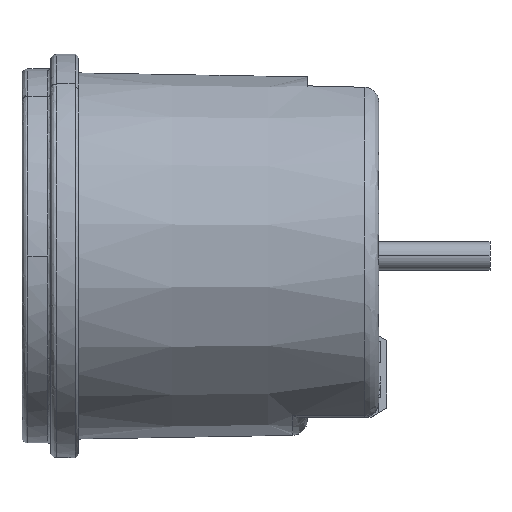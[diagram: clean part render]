
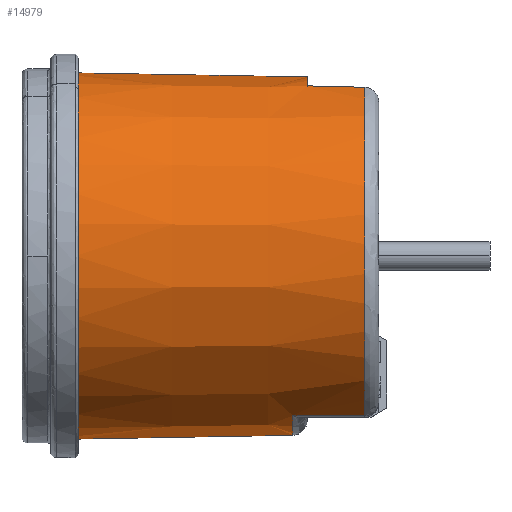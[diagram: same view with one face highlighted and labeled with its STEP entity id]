
A CAD part, left-side view. The second image highlights one B-rep face of the part: STEP entity #14979.
In plain terms, the highlighted conical face has half-angle 1 degrees and reference radius 25.627 mm.
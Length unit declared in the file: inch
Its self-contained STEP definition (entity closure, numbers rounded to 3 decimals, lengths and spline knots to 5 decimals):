
#388 = FACE_OUTER_BOUND ( 'NONE', #4882, .T. ) ;
#478 = CARTESIAN_POINT ( 'NONE',  ( -0.3131, -1.65298, 0.92985 ) ) ;
#559 = CARTESIAN_POINT ( 'NONE',  ( 0., -0.06, 0. ) ) ;
#1139 = CIRCLE ( 'NONE', #15320, 0.98803 ) ;
#1170 = VERTEX_POINT ( 'NONE', #2121 ) ;
#1636 = ORIENTED_EDGE ( 'NONE', *, *, #10796, .T. ) ;
#1905 = VERTEX_POINT ( 'NONE', #4388 ) ;
#2121 = CARTESIAN_POINT ( 'NONE',  ( -0.3076, -1.338, 0.93747 ) ) ;
#2189 = ORIENTED_EDGE ( 'NONE', *, *, #2874, .T. ) ;
#2874 = EDGE_CURVE ( 'NONE', #9747, #1170, #8982, .T. ) ;
#2947 = DIRECTION ( 'NONE',  ( 0., 0., 1. ) ) ;
#3896 = VECTOR ( 'NONE', #5061, 39.37008 ) ;
#3916 = EDGE_CURVE ( 'NONE', #18381, #15038, #11179, .T. ) ;
#4013 = LINE ( 'NONE', #11361, #11147 ) ;
#4178 = AXIS2_PLACEMENT_3D ( 'NONE', #16878, #13414, #2947 ) ;
#4388 = CARTESIAN_POINT ( 'NONE',  ( 0., -0.06, 1.00895 ) ) ;
#4541 = VERTEX_POINT ( 'NONE', #9459 ) ;
#4882 = EDGE_LOOP ( 'NONE', ( #5098, #13371, #21758, #16957, #2189, #1636, #7683, #8363 ) ) ;
#4978 = EDGE_CURVE ( 'NONE', #17840, #18381, #1139, .T. ) ;
#5061 = DIRECTION ( 'NONE',  ( 0., 1., 0.017 ) ) ;
#5098 = ORIENTED_EDGE ( 'NONE', *, *, #20637, .F. ) ;
#5922 = DIRECTION ( 'NONE',  ( 0., -1., 0. ) ) ;
#6145 = CIRCLE ( 'NONE', #13274, 0.98115 ) ;
#6160 = DIRECTION ( 'NONE',  ( 0., 0., 1. ) ) ;
#6833 = CIRCLE ( 'NONE', #13114, 1.00895 ) ;
#7478 = CARTESIAN_POINT ( 'NONE',  ( 0., -1.338, 0. ) ) ;
#7683 = ORIENTED_EDGE ( 'NONE', *, *, #12463, .T. ) ;
#7870 = CARTESIAN_POINT ( 'NONE',  ( 0., -1.25876, -0.98803 ) ) ;
#8363 = ORIENTED_EDGE ( 'NONE', *, *, #13844, .T. ) ;
#8576 = LINE ( 'NONE', #15531, #3896 ) ;
#8701 = EDGE_CURVE ( 'NONE', #15038, #9747, #6145, .T. ) ;
#8982 = B_SPLINE_CURVE_WITH_KNOTS ( 'NONE', 3,
 ( #478, #9290, #16267, #9147 ),
 .UNSPECIFIED., .F., .F.,
 ( 4, 4 ),
 ( 0., 0.008 ),
 .UNSPECIFIED. ) ;
#9013 = DIRECTION ( 'NONE',  ( 0., 0., 1. ) ) ;
#9147 = CARTESIAN_POINT ( 'NONE',  ( -0.3076, -1.338, 0.93747 ) ) ;
#9290 = CARTESIAN_POINT ( 'NONE',  ( -0.31126, -1.54799, 0.9324 ) ) ;
#9459 = CARTESIAN_POINT ( 'NONE',  ( 0., -1.338, 0.98665 ) ) ;
#9656 = DIRECTION ( 'NONE',  ( 0., 1., -0.017 ) ) ;
#9747 = VERTEX_POINT ( 'NONE', #22285 ) ;
#9965 = AXIS2_PLACEMENT_3D ( 'NONE', #7478, #21430, #14547 ) ;
#10405 = CIRCLE ( 'NONE', #9965, 0.98665 ) ;
#10796 = EDGE_CURVE ( 'NONE', #1170, #4541, #10405, .T. ) ;
#10806 = CARTESIAN_POINT ( 'NONE',  ( -0.44995, -1.25876, -0.87963 ) ) ;
#11147 = VECTOR ( 'NONE', #9656, 39.37008 ) ;
#11179 = B_SPLINE_CURVE_WITH_KNOTS ( 'NONE', 3,
 ( #10806, #12559, #19760, #14227 ),
 .UNSPECIFIED., .F., .F.,
 ( 4, 4 ),
 ( 0., 1. ),
 .UNSPECIFIED. ) ;
#11361 = CARTESIAN_POINT ( 'NONE',  ( 0., -0.06, -1.00895 ) ) ;
#11972 = DIRECTION ( 'NONE',  ( 0., 0., 1. ) ) ;
#12357 = VERTEX_POINT ( 'NONE', #20307 ) ;
#12463 = EDGE_CURVE ( 'NONE', #4541, #1905, #8576, .T. ) ;
#12559 = CARTESIAN_POINT ( 'NONE',  ( -0.44447, -1.39243, -0.87981 ) ) ;
#13114 = AXIS2_PLACEMENT_3D ( 'NONE', #559, #5922, #6160 ) ;
#13274 = AXIS2_PLACEMENT_3D ( 'NONE', #16935, #20695, #11972 ) ;
#13371 = ORIENTED_EDGE ( 'NONE', *, *, #4978, .T. ) ;
#13414 = DIRECTION ( 'NONE',  ( 0., 1., 0. ) ) ;
#13792 = CONICAL_SURFACE ( 'NONE', #4178, 1.00895, 0.017 ) ;
#13844 = EDGE_CURVE ( 'NONE', #1905, #12357, #6833, .T. ) ;
#14227 = CARTESIAN_POINT ( 'NONE',  ( -0.43353, -1.65298, -0.88017 ) ) ;
#14547 = DIRECTION ( 'NONE',  ( 0., 0., 1. ) ) ;
#14979 = ADVANCED_FACE ( 'NONE', ( #388 ), #13792, .T. ) ;
#15038 = VERTEX_POINT ( 'NONE', #20474 ) ;
#15320 = AXIS2_PLACEMENT_3D ( 'NONE', #21172, #21242, #9013 ) ;
#15531 = CARTESIAN_POINT ( 'NONE',  ( 0., -0.06, 1.00895 ) ) ;
#16267 = CARTESIAN_POINT ( 'NONE',  ( -0.30943, -1.443, 0.93494 ) ) ;
#16472 = CARTESIAN_POINT ( 'NONE',  ( -0.44995, -1.25876, -0.87963 ) ) ;
#16878 = CARTESIAN_POINT ( 'NONE',  ( 0., -0.06, 0. ) ) ;
#16935 = CARTESIAN_POINT ( 'NONE',  ( 0., -1.65298, 0. ) ) ;
#16957 = ORIENTED_EDGE ( 'NONE', *, *, #8701, .T. ) ;
#17840 = VERTEX_POINT ( 'NONE', #7870 ) ;
#18381 = VERTEX_POINT ( 'NONE', #16472 ) ;
#19760 = CARTESIAN_POINT ( 'NONE',  ( -0.439, -1.52384, -0.87999 ) ) ;
#20307 = CARTESIAN_POINT ( 'NONE',  ( 0., -0.06, -1.00895 ) ) ;
#20474 = CARTESIAN_POINT ( 'NONE',  ( -0.43353, -1.65298, -0.88017 ) ) ;
#20637 = EDGE_CURVE ( 'NONE', #17840, #12357, #4013, .T. ) ;
#20695 = DIRECTION ( 'NONE',  ( 0., 1., 0. ) ) ;
#21172 = CARTESIAN_POINT ( 'NONE',  ( 0., -1.25876, 0. ) ) ;
#21242 = DIRECTION ( 'NONE',  ( 0., 1., 0. ) ) ;
#21430 = DIRECTION ( 'NONE',  ( 0., 1., 0. ) ) ;
#21758 = ORIENTED_EDGE ( 'NONE', *, *, #3916, .T. ) ;
#22285 = CARTESIAN_POINT ( 'NONE',  ( -0.3131, -1.65298, 0.92985 ) ) ;
